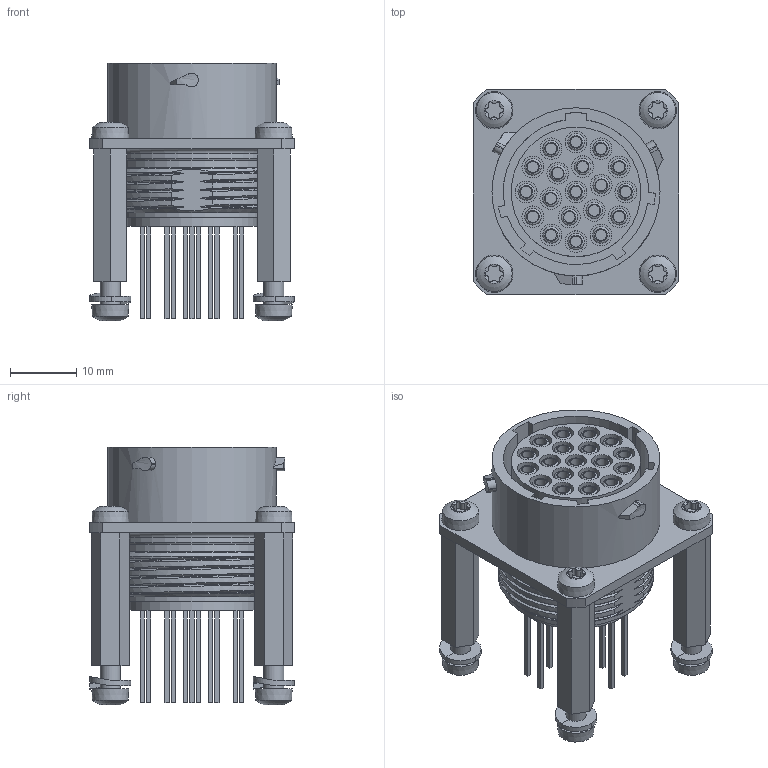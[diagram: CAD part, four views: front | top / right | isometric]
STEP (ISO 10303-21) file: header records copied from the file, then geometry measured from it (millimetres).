
FILE_DESCRIPTION(/* description */ (''),/* implementation_level */ '2;1');
FILE_NAME(/* name */ 'SOURIAU_EDA-03146-V1-0.stp',/* time_stamp */ '2015-03-18T09:58:16+01:00',/* author */ ('admchouv'),/* organization */ (''),/* preprocessor_version */ 'ST-DEVELOPER v15.5',/* originating_system */ 'AutoCAD Mechanical',/* authorisation */ '');
FILE_SCHEMA (('AUTOMOTIVE_DESIGN { 1 0 10303 214 3 1 1 }'));
Length unit declared in the file: millimetre
Products named in the file (1): Product
Bounding box: 31 x 31 x 38.82 mm (x, y, z)
Volume: 11089.7 mm3; surface area: 20015.6 mm2
Topology: 38 solids, 38 shells, 694 faces, 1649 edges, 1104 vertices
Faces by surface type: plane 336, cylinder 269, bspline 33, cone 26, torus 22, sphere 8
Full cylindrical faces by diameter (mm): 1.7 x19, 2.5 x19, 3 x31, 3.1 x4, 3.27 x38, 19.5 x2, 19.65 x1, 22 x1, 22.1 x1, 24.1 x1, 25.32 x1
Entity records: 24275 total; most frequent: CARTESIAN_POINT 9127, DIRECTION 3042, ORIENTED_EDGE 2810, EDGE_CURVE 1405, AXIS2_PLACEMENT_3D 1208, VERTEX_POINT 1034, EDGE_LOOP 1033, FACE_OUTER_BOUND 694
